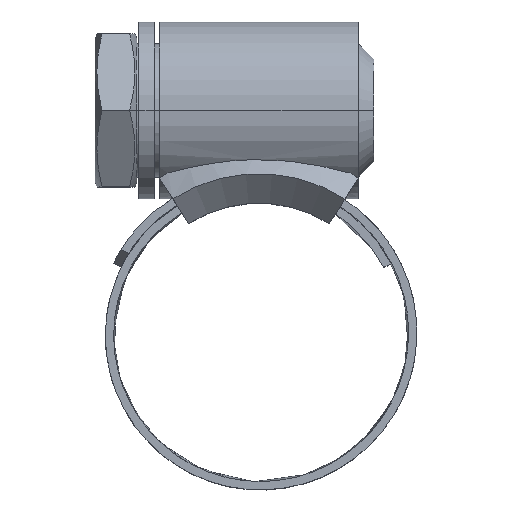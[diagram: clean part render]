
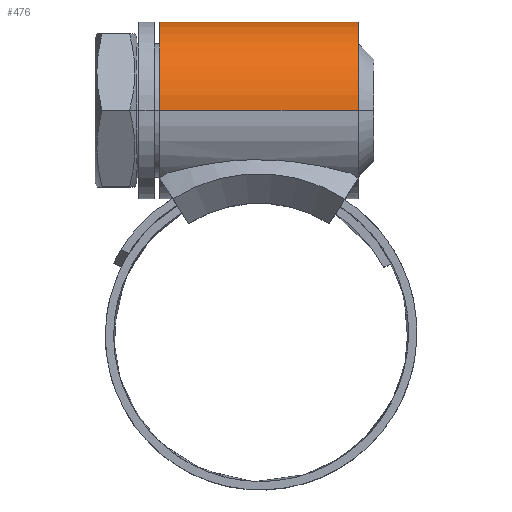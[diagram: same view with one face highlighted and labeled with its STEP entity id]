
A CAD part, top view. The second image highlights one B-rep face of the part: STEP entity #476.
In plain terms, the highlighted cylindrical face has radius 8.5 mm (diameter 17 mm), a partial arc.
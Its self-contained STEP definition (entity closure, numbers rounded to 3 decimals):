
#114 = EDGE_LOOP ( 'NONE', ( #355, #3570, #3616, #633 ) ) ;
#138 = EDGE_CURVE ( 'NONE', #1984, #2152, #1486, .T. ) ;
#283 = CARTESIAN_POINT ( 'NONE',  ( -33.589, 21.5, -8.5 ) ) ;
#337 = DIRECTION ( 'NONE',  ( 1., 0., 0. ) ) ;
#355 = ORIENTED_EDGE ( 'NONE', *, *, #3603, .F. ) ;
#472 = CARTESIAN_POINT ( 'NONE',  ( -9.548, 21.5, 0. ) ) ;
#476 = ADVANCED_FACE ( 'NONE', ( #1543 ), #686, .T. ) ;
#633 = ORIENTED_EDGE ( 'NONE', *, *, #138, .F. ) ;
#686 = CYLINDRICAL_SURFACE ( 'NONE', #1086, 8.5 ) ;
#760 = CIRCLE ( 'NONE', #1057, 8.5 ) ;
#849 = DIRECTION ( 'NONE',  ( 0., 0., -1. ) ) ;
#880 = CIRCLE ( 'NONE', #2757, 8.5 ) ;
#1057 = AXIS2_PLACEMENT_3D ( 'NONE', #472, #1617, #2745 ) ;
#1086 = AXIS2_PLACEMENT_3D ( 'NONE', #1837, #1854, #2124 ) ;
#1351 = EDGE_CURVE ( 'NONE', #3276, #3030, #1458, .T. ) ;
#1458 = LINE ( 'NONE', #2305, #3045 ) ;
#1486 = LINE ( 'NONE', #283, #2190 ) ;
#1543 = FACE_OUTER_BOUND ( 'NONE', #114, .T. ) ;
#1617 = DIRECTION ( 'NONE',  ( -1., 0., 0. ) ) ;
#1773 = DIRECTION ( 'NONE',  ( 1., 0., 0. ) ) ;
#1837 = CARTESIAN_POINT ( 'NONE',  ( -33.589, 21.5, 0. ) ) ;
#1854 = DIRECTION ( 'NONE',  ( 1., 0., 0. ) ) ;
#1984 = VERTEX_POINT ( 'NONE', #2731 ) ;
#2081 = DIRECTION ( 'NONE',  ( 1., 0., 0. ) ) ;
#2124 = DIRECTION ( 'NONE',  ( 0., 0., -1. ) ) ;
#2152 = VERTEX_POINT ( 'NONE', #3493 ) ;
#2190 = VECTOR ( 'NONE', #1773, 1000. ) ;
#2292 = EDGE_CURVE ( 'NONE', #2152, #3030, #880, .T. ) ;
#2305 = CARTESIAN_POINT ( 'NONE',  ( -33.589, 21.5, 8.5 ) ) ;
#2731 = CARTESIAN_POINT ( 'NONE',  ( -9.548, 21.5, -8.5 ) ) ;
#2745 = DIRECTION ( 'NONE',  ( 0., 0., -1. ) ) ;
#2757 = AXIS2_PLACEMENT_3D ( 'NONE', #2893, #2081, #849 ) ;
#2893 = CARTESIAN_POINT ( 'NONE',  ( 9.548, 21.5, 0. ) ) ;
#2976 = CARTESIAN_POINT ( 'NONE',  ( 9.548, 21.5, 8.5 ) ) ;
#3030 = VERTEX_POINT ( 'NONE', #2976 ) ;
#3045 = VECTOR ( 'NONE', #337, 1000. ) ;
#3066 = CARTESIAN_POINT ( 'NONE',  ( -9.548, 21.5, 8.5 ) ) ;
#3276 = VERTEX_POINT ( 'NONE', #3066 ) ;
#3493 = CARTESIAN_POINT ( 'NONE',  ( 9.548, 21.5, -8.5 ) ) ;
#3570 = ORIENTED_EDGE ( 'NONE', *, *, #1351, .T. ) ;
#3603 = EDGE_CURVE ( 'NONE', #3276, #1984, #760, .T. ) ;
#3616 = ORIENTED_EDGE ( 'NONE', *, *, #2292, .F. ) ;
